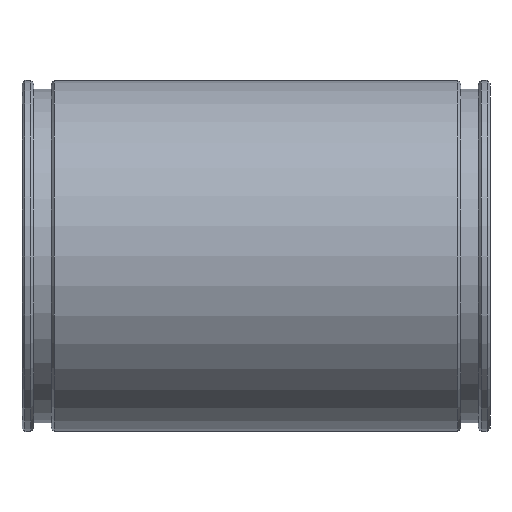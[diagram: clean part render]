
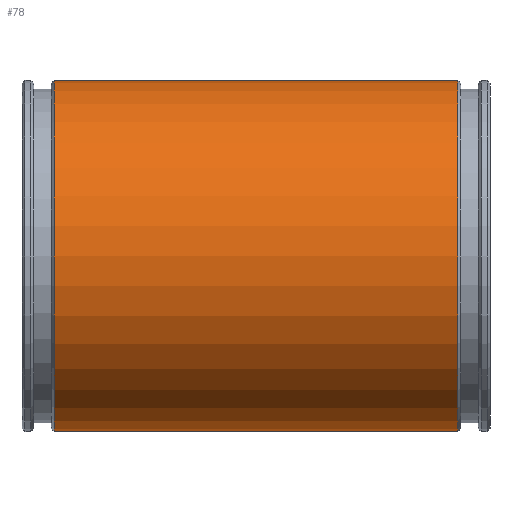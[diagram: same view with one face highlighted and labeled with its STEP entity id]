
A CAD part, front view. The second image highlights one B-rep face of the part: STEP entity #78.
In plain terms, the highlighted cylindrical face has radius 30 mm (diameter 60 mm), a full revolution.
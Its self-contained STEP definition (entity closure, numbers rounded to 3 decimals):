
#78 = ADVANCED_FACE( '', ( #173, #174 ), #175, .T. );
#173 = FACE_OUTER_BOUND( '', #276, .T. );
#174 = FACE_OUTER_BOUND( '', #277, .T. );
#175 = CYLINDRICAL_SURFACE( '', #278, 30. );
#276 = EDGE_LOOP( '', ( #403 ) );
#277 = EDGE_LOOP( '', ( #404 ) );
#278 = AXIS2_PLACEMENT_3D( '', #405, #406, #407 );
#403 = ORIENTED_EDGE( '', *, *, #467, .T. );
#404 = ORIENTED_EDGE( '', *, *, #472, .F. );
#405 = CARTESIAN_POINT( '', ( 40., 0., 0. ) );
#406 = DIRECTION( '', ( -1., 0., 0. ) );
#407 = DIRECTION( '', ( 0., 0., -1. ) );
#467 = EDGE_CURVE( '', #522, #522, #523, .T. );
#472 = EDGE_CURVE( '', #530, #530, #531, .T. );
#522 = VERTEX_POINT( '', #594 );
#523 = CIRCLE( '', #595, 30. );
#530 = VERTEX_POINT( '', #602 );
#531 = CIRCLE( '', #603, 30. );
#594 = CARTESIAN_POINT( '', ( 5.5, 0., -30. ) );
#595 = AXIS2_PLACEMENT_3D( '', #669, #670, #671 );
#602 = CARTESIAN_POINT( '', ( 74.5, 0., -30. ) );
#603 = AXIS2_PLACEMENT_3D( '', #678, #679, #680 );
#669 = CARTESIAN_POINT( '', ( 5.5, 0., 0. ) );
#670 = DIRECTION( '', ( 1., 0., 0. ) );
#671 = DIRECTION( '', ( 0., 0., -1. ) );
#678 = CARTESIAN_POINT( '', ( 74.5, 0., 0. ) );
#679 = DIRECTION( '', ( 1., 0., 0. ) );
#680 = DIRECTION( '', ( 0., 0., -1. ) );
